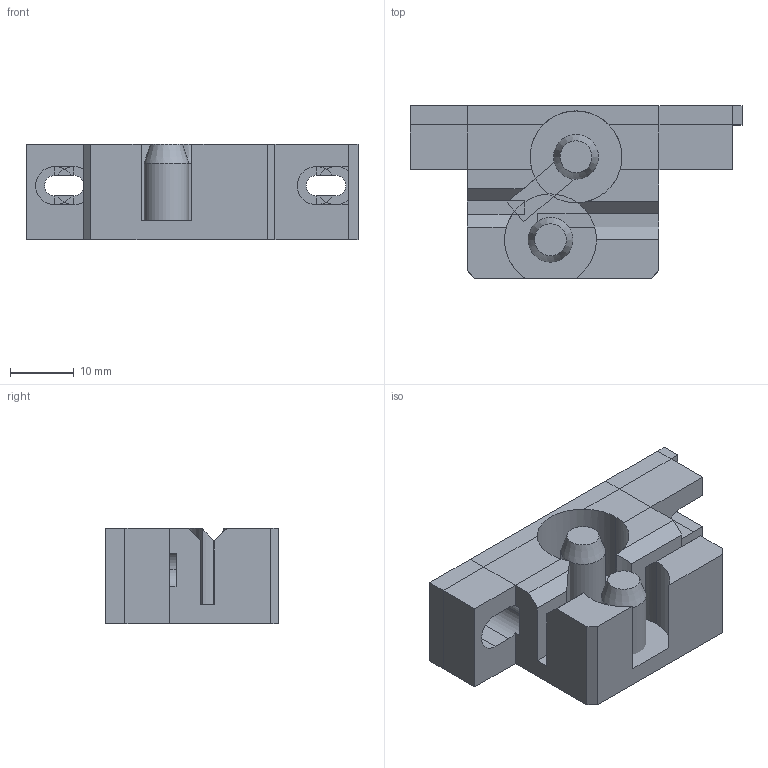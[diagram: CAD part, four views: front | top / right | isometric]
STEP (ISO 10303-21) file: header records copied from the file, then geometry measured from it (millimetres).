
FILE_DESCRIPTION(('FreeCAD Model'),'2;1');
FILE_NAME('y-belt-holder.step','2020-06-07T14:35:03',('Author'),(''), 'Open CASCADE STEP processor 7.3','FreeCAD','Unknown');
FILE_SCHEMA(('AUTOMOTIVE_DESIGN { 1 0 10303 214 1 1 1 1 }'));
Length unit declared in the file: millimetre
Products named in the file (2): difference; Group
Bounding box: 52 x 27 x 15 mm (x, y, z)
Volume: 11121.5 mm3; surface area: 7038.8 mm2
Topology: 3 solids, 8 shells, 173 faces, 399 edges, 245 vertices
Faces by surface type: plane 153, cylinder 18, cone 2
Full cylindrical faces by diameter (mm): 7 x2
Entity records: 11093 total; most frequent: CARTESIAN_POINT 1976, DIRECTION 1398, LINE 822, VECTOR 822, ORIENTED_EDGE 798, PCURVE 798, DEFINITIONAL_REPRESENTATION 798, EDGE_CURVE 399
